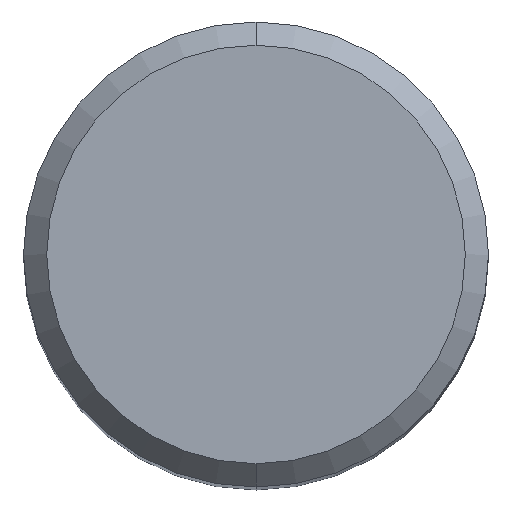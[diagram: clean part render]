
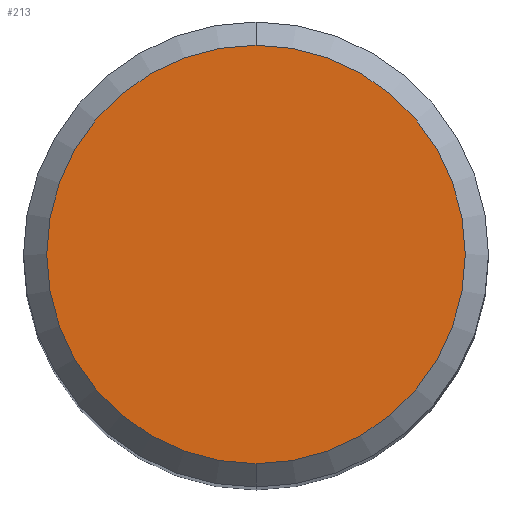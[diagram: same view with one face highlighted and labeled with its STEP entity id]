
A CAD part, top view. The second image highlights one B-rep face of the part: STEP entity #213.
In plain terms, the highlighted planar face has unit normal (0, 0, 1).
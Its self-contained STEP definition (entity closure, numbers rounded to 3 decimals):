
#101=EDGE_CURVE('',#135,#167,#253,.T.);
#115=EDGE_CURVE('',#167,#135,#267,.T.);
#135=VERTEX_POINT('',#291);
#167=VERTEX_POINT('',#327);
#213=ADVANCED_FACE('',(#379),#380,.T.);
#253=CIRCLE('',#414,4.5);
#267=CIRCLE('',#432,4.5);
#291=CARTESIAN_POINT('',(0.0,4.5,0.0));
#327=CARTESIAN_POINT('',(0.,-4.5,0.0));
#379=FACE_OUTER_BOUND('',#574,.T.);
#380=PLANE('',#575);
#414=AXIS2_PLACEMENT_3D('',#609,#610,#611);
#432=AXIS2_PLACEMENT_3D('',#621,#622,#623);
#574=EDGE_LOOP('',(#769,#770));
#575=AXIS2_PLACEMENT_3D('',#771,#772,#773);
#609=CARTESIAN_POINT('',(0.0,0.0,0.0));
#610=DIRECTION('',(0.0,0.0,-1.0));
#611=DIRECTION('',(0.0,1.0,0.0));
#621=CARTESIAN_POINT('',(0.0,0.0,0.0));
#622=DIRECTION('',(0.0,0.0,-1.0));
#623=DIRECTION('',(0.0,1.0,0.0));
#769=ORIENTED_EDGE('',*,*,#101,.F.);
#770=ORIENTED_EDGE('',*,*,#115,.F.);
#771=CARTESIAN_POINT('',(0.0,2.25,0.0));
#772=DIRECTION('',(-0.0,0.0,1.0));
#773=DIRECTION('',(0.0,-1.0,0.0));
